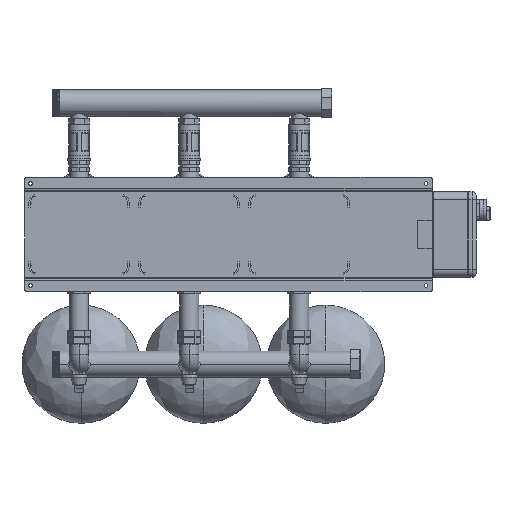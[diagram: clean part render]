
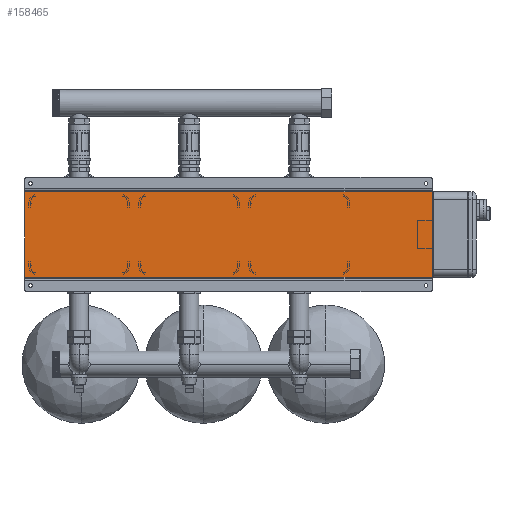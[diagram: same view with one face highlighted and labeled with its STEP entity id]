
A CAD part, front view. The second image highlights one B-rep face of the part: STEP entity #158465.
In plain terms, the highlighted planar face has unit normal (0, -1, 0).
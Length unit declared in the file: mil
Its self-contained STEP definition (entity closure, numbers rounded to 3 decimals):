
#11310 = VERTEX_POINT ( 'NONE', #155345 ) ;
#26444 = DIRECTION ( 'NONE',  ( -1., 0., 0. ) ) ;
#27385 = VECTOR ( 'NONE', #196566, 39370.079 ) ;
#28681 = LINE ( 'NONE', #177891, #158862 ) ;
#28881 = VERTEX_POINT ( 'NONE', #166647 ) ;
#32446 = EDGE_CURVE ( 'NONE', #28881, #140900, #28681, .T. ) ;
#52653 = PLANE ( 'NONE',  #92500 ) ;
#67842 = DIRECTION ( 'NONE',  ( -1., 0., 0. ) ) ;
#71448 = DIRECTION ( 'NONE',  ( 1., 0., 0. ) ) ;
#77219 = CARTESIAN_POINT ( 'NONE',  ( 19685.039, 2007.874, 4133.858 ) ) ;
#83274 = VERTEX_POINT ( 'NONE', #212511 ) ;
#88699 = EDGE_CURVE ( 'NONE', #28881, #83274, #144634, .T. ) ;
#92500 = AXIS2_PLACEMENT_3D ( 'NONE', #207300, #174153, #71448 ) ;
#95001 = VECTOR ( 'NONE', #212342, 39370.079 ) ;
#124918 = EDGE_LOOP ( 'NONE', ( #217109, #177888, #184628, #197012 ) ) ;
#140900 = VERTEX_POINT ( 'NONE', #204968 ) ;
#142785 = CARTESIAN_POINT ( 'NONE',  ( -19685.039, 2007.874, -4133.858 ) ) ;
#144634 = LINE ( 'NONE', #77219, #27385 ) ;
#153584 = EDGE_CURVE ( 'NONE', #140900, #11310, #161477, .T. ) ;
#155345 = CARTESIAN_POINT ( 'NONE',  ( -19685.039, 2007.874, -4133.858 ) ) ;
#158465 = ADVANCED_FACE ( 'NONE', ( #205152 ), #52653, .F. ) ;
#158862 = VECTOR ( 'NONE', #26444, 39370.079 ) ;
#161477 = LINE ( 'NONE', #142785, #95001 ) ;
#166647 = CARTESIAN_POINT ( 'NONE',  ( 19685.039, 2007.874, 4133.858 ) ) ;
#170535 = CARTESIAN_POINT ( 'NONE',  ( 19685.039, 2007.874, -4133.858 ) ) ;
#174153 = DIRECTION ( 'NONE',  ( 0., 1., 0. ) ) ;
#177888 = ORIENTED_EDGE ( 'NONE', *, *, #196736, .F. ) ;
#177891 = CARTESIAN_POINT ( 'NONE',  ( 19685.039, 2007.874, 4133.858 ) ) ;
#184628 = ORIENTED_EDGE ( 'NONE', *, *, #88699, .F. ) ;
#187123 = LINE ( 'NONE', #170535, #205524 ) ;
#196566 = DIRECTION ( 'NONE',  ( 0., 0., -1. ) ) ;
#196736 = EDGE_CURVE ( 'NONE', #83274, #11310, #187123, .T. ) ;
#197012 = ORIENTED_EDGE ( 'NONE', *, *, #32446, .T. ) ;
#204968 = CARTESIAN_POINT ( 'NONE',  ( -19685.039, 2007.874, 4133.858 ) ) ;
#205152 = FACE_OUTER_BOUND ( 'NONE', #124918, .T. ) ;
#205524 = VECTOR ( 'NONE', #67842, 39370.079 ) ;
#207300 = CARTESIAN_POINT ( 'NONE',  ( 19685.039, 2007.874, -4133.858 ) ) ;
#212342 = DIRECTION ( 'NONE',  ( 0., 0., -1. ) ) ;
#212511 = CARTESIAN_POINT ( 'NONE',  ( 19685.039, 2007.874, -4133.858 ) ) ;
#217109 = ORIENTED_EDGE ( 'NONE', *, *, #153584, .T. ) ;
